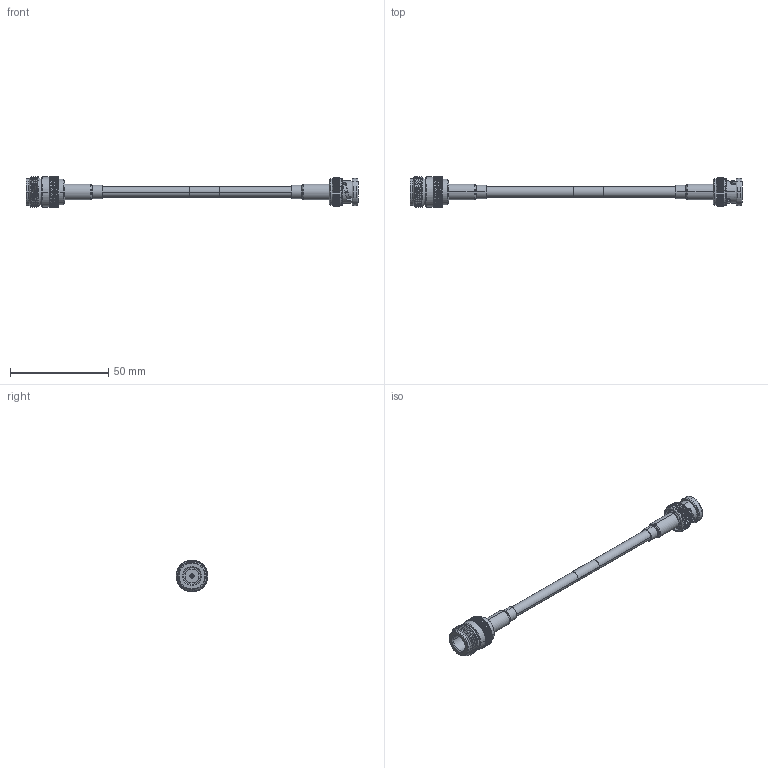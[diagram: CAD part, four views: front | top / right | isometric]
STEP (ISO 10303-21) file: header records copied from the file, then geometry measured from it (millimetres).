
FILE_DESCRIPTION (( 'STEP AP203' ), '1' );
FILE_NAME ('FMCA2680.STEP', '2022-03-09T16:19:35', ( '' ), ( '' ), 'SwSTEP 2.0', 'SolidWorks 2021', '' );
FILE_SCHEMA (( 'CONFIG_CONTROL_DESIGN' ));
Length unit declared in the file: millimetre
Products named in the file (5): FMCN1567; FMCN1760; RG223_with label; FMCA2680; CA-240-MA1_.75" Long
Assembly tree (5 placements, depth 2):
  FMCA2680
    RG223_with label
    FMCN1567
    FMCN1760
    CA-240-MA1_.75" Long  x2
Bounding box: 169.2 x 16.01 x 16.01 mm (x, y, z)
Volume: 7715 mm3; surface area: 9917.8 mm2
Topology: 8 solids, 8 shells, 2467 faces, 5299 edges, 2867 vertices
Faces by surface type: bspline 1455, cylinder 545, cone 240, plane 211, torus 16
Entity records: 81265 total; most frequent: CARTESIAN_POINT 44443, ORIENTED_EDGE 10510, EDGE_CURVE 5255, DIRECTION 3836, VERTEX_POINT 2843, EDGE_LOOP 2476, ADVANCED_FACE 2445, FACE_OUTER_BOUND 2445
